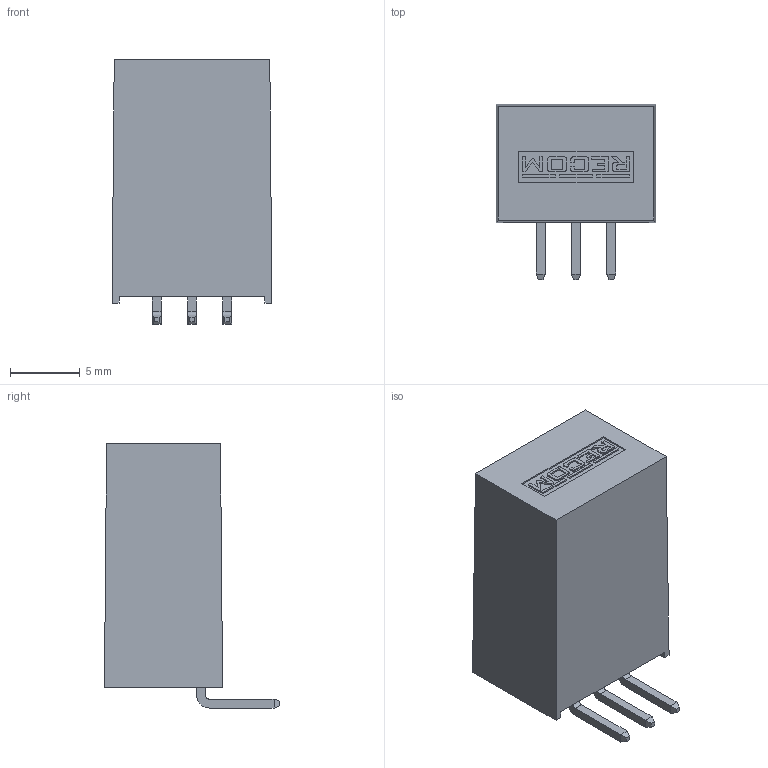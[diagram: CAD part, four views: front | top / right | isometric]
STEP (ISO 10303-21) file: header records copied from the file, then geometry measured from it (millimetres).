
FILE_DESCRIPTION (( 'STEP AP214' ), '1' );
FILE_NAME ('R-78K3.3-2.0L.STEP', '2023-08-29T10:40:57', ( '' ), ( '' ), 'SwSTEP 2.0', 'SolidWorks 2021', '' );
FILE_SCHEMA (( 'AUTOMOTIVE_DESIGN' ));
Length unit declared in the file: millimetre
Products named in the file (3): R-78K-2.0L_3D_20230427(2)^R-78K1.2-2.0L; R-78K3.3-2.0L; R-78K-2.0_L_20230427_Standard^R-78K-2.0L_3D_20230427(2)_R-78K1.2-2.0L
Assembly tree (2 placements, depth 3):
  R-78K3.3-2.0L
    R-78K-2.0L_3D_20230427(2)^R-78K1.2-2.0L
      R-78K-2.0_L_20230427_Standard^R-78K-2.0L_3D_20230427(2)_R-78K1.2-2.0L
Bounding box: 11.5 x 12.6 x 19 mm (x, y, z)
Volume: 1672.2 mm3; surface area: 1382.6 mm2
Topology: 5 solids, 5 shells, 238 faces, 627 edges, 410 vertices
Faces by surface type: plane 163, bspline 57, cylinder 18
Entity records: 8331 total; most frequent: CARTESIAN_POINT 2714, ORIENTED_EDGE 1254, DIRECTION 904, EDGE_CURVE 627, VECTOR 458, LINE 458, VERTEX_POINT 410, EDGE_LOOP 255
